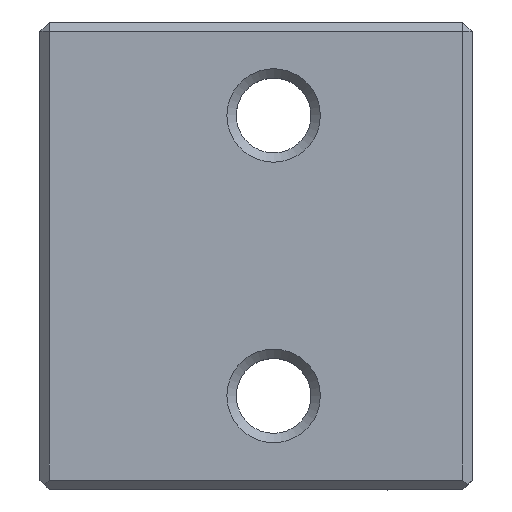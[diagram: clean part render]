
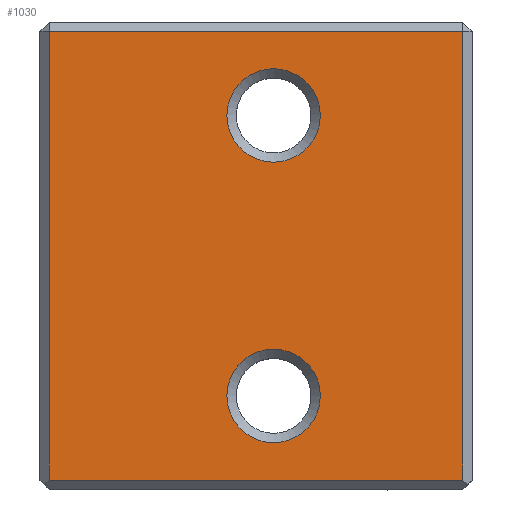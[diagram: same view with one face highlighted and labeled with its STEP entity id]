
A CAD part, top view. The second image highlights one B-rep face of the part: STEP entity #1030.
In plain terms, the highlighted planar face has unit normal (0, 0, 1).
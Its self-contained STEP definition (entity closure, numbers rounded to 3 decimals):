
#30=FACE_BOUND('',#153,.T.);
#31=FACE_BOUND('',#154,.T.);
#42=PLANE('',#1107);
#91=FACE_OUTER_BOUND('',#152,.T.);
#152=EDGE_LOOP('',(#729,#730,#731,#732));
#153=EDGE_LOOP('',(#733));
#154=EDGE_LOOP('',(#734));
#225=LINE('',#1504,#346);
#226=LINE('',#1506,#347);
#227=LINE('',#1508,#348);
#228=LINE('',#1509,#349);
#346=VECTOR('',#1204,10.);
#347=VECTOR('',#1205,10.);
#348=VECTOR('',#1206,10.);
#349=VECTOR('',#1207,10.);
#466=CIRCLE('',#1105,2.);
#468=CIRCLE('',#1108,2.);
#486=VERTEX_POINT('',#1496);
#488=VERTEX_POINT('',#1502);
#489=VERTEX_POINT('',#1503);
#490=VERTEX_POINT('',#1505);
#491=VERTEX_POINT('',#1507);
#492=VERTEX_POINT('',#1510);
#576=EDGE_CURVE('',#486,#486,#466,.T.);
#579=EDGE_CURVE('',#488,#489,#225,.T.);
#580=EDGE_CURVE('',#490,#488,#226,.T.);
#581=EDGE_CURVE('',#491,#490,#227,.T.);
#582=EDGE_CURVE('',#489,#491,#228,.T.);
#583=EDGE_CURVE('',#492,#492,#468,.T.);
#729=ORIENTED_EDGE('',*,*,#579,.F.);
#730=ORIENTED_EDGE('',*,*,#580,.F.);
#731=ORIENTED_EDGE('',*,*,#581,.F.);
#732=ORIENTED_EDGE('',*,*,#582,.F.);
#733=ORIENTED_EDGE('',*,*,#583,.F.);
#734=ORIENTED_EDGE('',*,*,#576,.F.);
#1030=ADVANCED_FACE('',(#91,#30,#31),#42,.T.);
#1105=AXIS2_PLACEMENT_3D('',#1497,#1197,#1198);
#1107=AXIS2_PLACEMENT_3D('',#1501,#1202,#1203);
#1108=AXIS2_PLACEMENT_3D('',#1511,#1208,#1209);
#1197=DIRECTION('center_axis',(0.,0.,
1.));
#1198=DIRECTION('ref_axis',(1.,0.,0.));
#1202=DIRECTION('center_axis',(0.,0.,
1.));
#1203=DIRECTION('ref_axis',(0.,-1.,0.));
#1204=DIRECTION('',(0.,1.,0.));
#1205=DIRECTION('',(-1.,0.,0.));
#1206=DIRECTION('',(0.,-1.,0.));
#1207=DIRECTION('',(1.,0.,0.));
#1208=DIRECTION('center_axis',(0.,0.,
1.));
#1209=DIRECTION('ref_axis',(1.,0.,0.));
#1496=CARTESIAN_POINT('',(-322.,-37.5,-10.));
#1497=CARTESIAN_POINT('Origin',(-320.,-37.5,-10.));
#1501=CARTESIAN_POINT('Origin',(-320.,-29.,-10.));
#1502=CARTESIAN_POINT('',(-329.6,-41.1,-10.));
#1503=CARTESIAN_POINT('',(-329.6,-21.9,-10.));
#1504=CARTESIAN_POINT('',(-329.6,-29.,-10.));
#1505=CARTESIAN_POINT('',(-311.906,-41.1,-10.));
#1506=CARTESIAN_POINT('',(-320.,-41.1,-10.));
#1507=CARTESIAN_POINT('',(-311.906,-21.9,-10.));
#1508=CARTESIAN_POINT('',(-311.906,-29.,-10.));
#1509=CARTESIAN_POINT('',(-320.,-21.9,-10.));
#1510=CARTESIAN_POINT('',(-322.,-25.5,-10.));
#1511=CARTESIAN_POINT('Origin',(-320.,-25.5,-10.));
